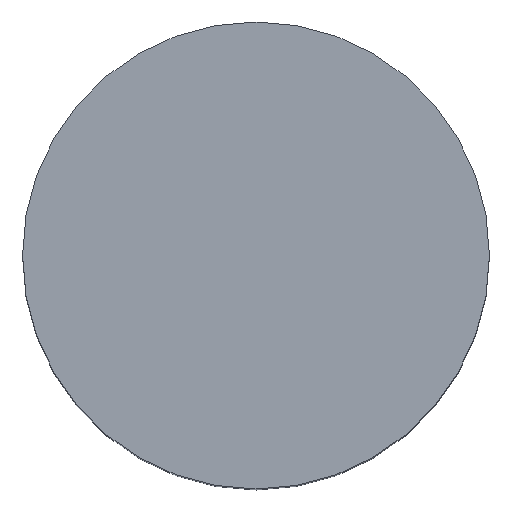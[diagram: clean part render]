
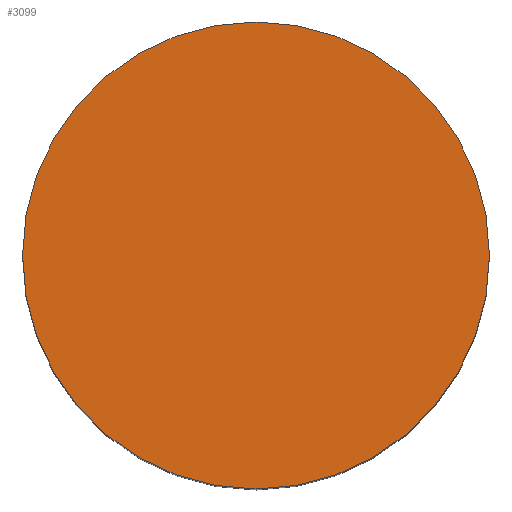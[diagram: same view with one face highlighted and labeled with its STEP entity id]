
A CAD part, top view. The second image highlights one B-rep face of the part: STEP entity #3099.
In plain terms, the highlighted planar face has unit normal (0, 0, 1).
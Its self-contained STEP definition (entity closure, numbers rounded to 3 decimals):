
#16 = VERTEX_POINT ( 'NONE', #637 ) ;
#424 = CARTESIAN_POINT ( 'NONE',  ( -40., 0., 120. ) ) ;
#637 = CARTESIAN_POINT ( 'NONE',  ( 40., 0., 120. ) ) ;
#863 = CIRCLE ( 'NONE', #1764, 40. ) ;
#1187 = FACE_OUTER_BOUND ( 'NONE', #3342, .T. ) ;
#1191 = PLANE ( 'NONE',  #3944 ) ;
#1256 = ORIENTED_EDGE ( 'NONE', *, *, #2800, .F. ) ;
#1490 = EDGE_CURVE ( 'NONE', #16, #3888, #863, .T. ) ;
#1519 = DIRECTION ( 'NONE',  ( 0., 0., 1. ) ) ;
#1764 = AXIS2_PLACEMENT_3D ( 'NONE', #3040, #3055, #3077 ) ;
#1788 = CARTESIAN_POINT ( 'NONE',  ( 0., 0., 120. ) ) ;
#2126 = DIRECTION ( 'NONE',  ( -1., 0., 0. ) ) ;
#2800 = EDGE_CURVE ( 'NONE', #3888, #16, #3949, .T. ) ;
#2864 = CARTESIAN_POINT ( 'NONE',  ( 0., 40., 120. ) ) ;
#3040 = CARTESIAN_POINT ( 'NONE',  ( 0., 0., 120. ) ) ;
#3055 = DIRECTION ( 'NONE',  ( 0., 0., -1. ) ) ;
#3077 = DIRECTION ( 'NONE',  ( -1., 0., 0. ) ) ;
#3099 = ADVANCED_FACE ( 'NONE', ( #1187 ), #1191, .T. ) ;
#3342 = EDGE_LOOP ( 'NONE', ( #1256, #3851 ) ) ;
#3662 = AXIS2_PLACEMENT_3D ( 'NONE', #1788, #4172, #2126 ) ;
#3851 = ORIENTED_EDGE ( 'NONE', *, *, #1490, .F. ) ;
#3888 = VERTEX_POINT ( 'NONE', #424 ) ;
#3903 = DIRECTION ( 'NONE',  ( 1., 0., 0. ) ) ;
#3944 = AXIS2_PLACEMENT_3D ( 'NONE', #2864, #1519, #3903 ) ;
#3949 = CIRCLE ( 'NONE', #3662, 40. ) ;
#4172 = DIRECTION ( 'NONE',  ( 0., 0., -1. ) ) ;
